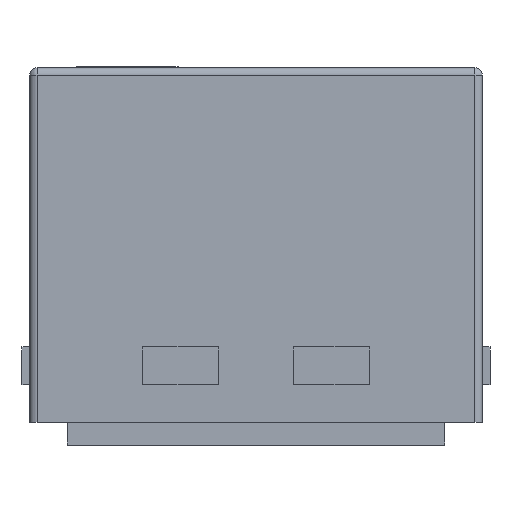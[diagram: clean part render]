
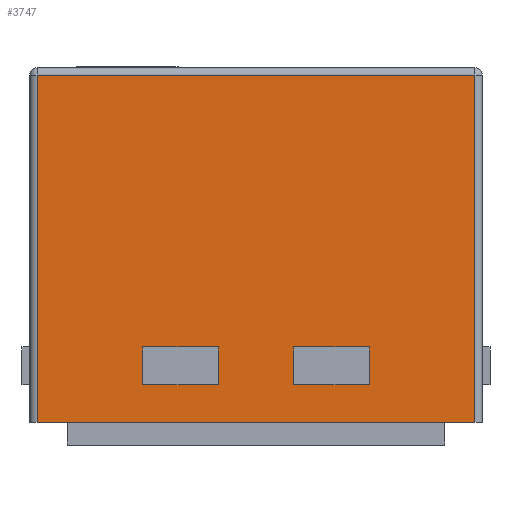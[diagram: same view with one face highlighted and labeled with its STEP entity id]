
A CAD part, left-side view. The second image highlights one B-rep face of the part: STEP entity #3747.
In plain terms, the highlighted planar face has unit normal (-1, 0, 0).
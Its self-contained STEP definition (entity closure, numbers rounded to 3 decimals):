
#146 = LINE ( 'NONE', #15241, #7535 ) ;
#394 = VECTOR ( 'NONE', #15786, 1000. ) ;
#825 = EDGE_LOOP ( 'NONE', ( #3168, #12061, #4728, #3968 ) ) ;
#866 = CARTESIAN_POINT ( 'NONE',  ( -0.5, 0.29, -0.01 ) ) ;
#1631 = DIRECTION ( 'NONE',  ( 0., 0., -1. ) ) ;
#1669 = CARTESIAN_POINT ( 'NONE',  ( -0.5, -0.15, -0.42 ) ) ;
#2296 = DIRECTION ( 'NONE',  ( -1., 0., 0. ) ) ;
#2617 = CARTESIAN_POINT ( 'NONE',  ( -0.5, 0.15, -0.37 ) ) ;
#2685 = CARTESIAN_POINT ( 'NONE',  ( -0.5, -0.05, -0.37 ) ) ;
#3168 = ORIENTED_EDGE ( 'NONE', *, *, #16273, .T. ) ;
#3175 = FACE_OUTER_BOUND ( 'NONE', #825, .T. ) ;
#3318 = EDGE_CURVE ( 'NONE', #16246, #6165, #10539, .T. ) ;
#3608 = ORIENTED_EDGE ( 'NONE', *, *, #5635, .F. ) ;
#3626 = DIRECTION ( 'NONE',  ( 0., 0., 1. ) ) ;
#3632 = LINE ( 'NONE', #10500, #9751 ) ;
#3656 = AXIS2_PLACEMENT_3D ( 'NONE', #6411, #2296, #3626 ) ;
#3708 = VERTEX_POINT ( 'NONE', #11290 ) ;
#3747 = ADVANCED_FACE ( 'NONE', ( #3175, #10160, #15458 ), #16699, .T. ) ;
#3847 = CARTESIAN_POINT ( 'NONE',  ( -0.5, 0.15, -0.42 ) ) ;
#3968 = ORIENTED_EDGE ( 'NONE', *, *, #17123, .T. ) ;
#3989 = ORIENTED_EDGE ( 'NONE', *, *, #3318, .F. ) ;
#4142 = LINE ( 'NONE', #2617, #10976 ) ;
#4516 = VERTEX_POINT ( 'NONE', #13256 ) ;
#4634 = ORIENTED_EDGE ( 'NONE', *, *, #14126, .F. ) ;
#4728 = ORIENTED_EDGE ( 'NONE', *, *, #10506, .T. ) ;
#4978 = DIRECTION ( 'NONE',  ( 0., 0., 1. ) ) ;
#5497 = CARTESIAN_POINT ( 'NONE',  ( -0.5, -0.15, -0.37 ) ) ;
#5586 = LINE ( 'NONE', #5497, #6663 ) ;
#5635 = EDGE_CURVE ( 'NONE', #10249, #6995, #12461, .T. ) ;
#5674 = VECTOR ( 'NONE', #7830, 1000. ) ;
#5694 = CARTESIAN_POINT ( 'NONE',  ( -0.5, -0.15, -0.42 ) ) ;
#5737 = CARTESIAN_POINT ( 'NONE',  ( -0.5, -0.05, -0.42 ) ) ;
#5761 = LINE ( 'NONE', #15190, #9477 ) ;
#5828 = VECTOR ( 'NONE', #7576, 1000. ) ;
#6165 = VERTEX_POINT ( 'NONE', #9908 ) ;
#6411 = CARTESIAN_POINT ( 'NONE',  ( -0.5, 0.3, -0.47 ) ) ;
#6474 = VECTOR ( 'NONE', #10800, 1000. ) ;
#6484 = ORIENTED_EDGE ( 'NONE', *, *, #16376, .F. ) ;
#6497 = LINE ( 'NONE', #11561, #5828 ) ;
#6519 = LINE ( 'NONE', #14351, #10345 ) ;
#6663 = VECTOR ( 'NONE', #9416, 1000. ) ;
#6749 = CARTESIAN_POINT ( 'NONE',  ( -0.5, 0.29, -0.47 ) ) ;
#6750 = VERTEX_POINT ( 'NONE', #12271 ) ;
#6921 = DIRECTION ( 'NONE',  ( 0., 0., -1. ) ) ;
#6995 = VERTEX_POINT ( 'NONE', #1669 ) ;
#7086 = ORIENTED_EDGE ( 'NONE', *, *, #9666, .F. ) ;
#7535 = VECTOR ( 'NONE', #8254, 1000. ) ;
#7576 = DIRECTION ( 'NONE',  ( 0., 0., 1. ) ) ;
#7768 = VECTOR ( 'NONE', #6921, 1000. ) ;
#7830 = DIRECTION ( 'NONE',  ( 0., -1., 0. ) ) ;
#8223 = VERTEX_POINT ( 'NONE', #8544 ) ;
#8254 = DIRECTION ( 'NONE',  ( 0., 0., -1. ) ) ;
#8544 = CARTESIAN_POINT ( 'NONE',  ( -0.5, -0.29, -0.47 ) ) ;
#8625 = DIRECTION ( 'NONE',  ( 0., -1., 0. ) ) ;
#8957 = EDGE_LOOP ( 'NONE', ( #4634, #3989, #7086, #13955 ) ) ;
#9416 = DIRECTION ( 'NONE',  ( 0., 1., 0. ) ) ;
#9477 = VECTOR ( 'NONE', #8625, 1000. ) ;
#9666 = EDGE_CURVE ( 'NONE', #12615, #16246, #16616, .T. ) ;
#9751 = VECTOR ( 'NONE', #4978, 1000. ) ;
#9908 = CARTESIAN_POINT ( 'NONE',  ( -0.5, 0.15, -0.37 ) ) ;
#10160 = FACE_BOUND ( 'NONE', #8957, .T. ) ;
#10203 = EDGE_CURVE ( 'NONE', #16342, #4516, #16138, .T. ) ;
#10216 = CARTESIAN_POINT ( 'NONE',  ( -0.5, 0.15, -0.37 ) ) ;
#10249 = VERTEX_POINT ( 'NONE', #5737 ) ;
#10296 = EDGE_CURVE ( 'NONE', #6995, #6750, #3632, .T. ) ;
#10345 = VECTOR ( 'NONE', #14507, 1000. ) ;
#10457 = ORIENTED_EDGE ( 'NONE', *, *, #16799, .F. ) ;
#10500 = CARTESIAN_POINT ( 'NONE',  ( -0.5, -0.15, -0.37 ) ) ;
#10506 = EDGE_CURVE ( 'NONE', #4516, #8223, #6519, .T. ) ;
#10539 = LINE ( 'NONE', #10216, #6474 ) ;
#10800 = DIRECTION ( 'NONE',  ( 0., 1., 0. ) ) ;
#10870 = DIRECTION ( 'NONE',  ( 0., 0., 1. ) ) ;
#10976 = VECTOR ( 'NONE', #1631, 1000. ) ;
#11290 = CARTESIAN_POINT ( 'NONE',  ( -0.5, -0.29, -0.01 ) ) ;
#11332 = VERTEX_POINT ( 'NONE', #2685 ) ;
#11561 = CARTESIAN_POINT ( 'NONE',  ( -0.5, -0.29, -0.47 ) ) ;
#12061 = ORIENTED_EDGE ( 'NONE', *, *, #10203, .T. ) ;
#12150 = EDGE_CURVE ( 'NONE', #15236, #12615, #5761, .T. ) ;
#12271 = CARTESIAN_POINT ( 'NONE',  ( -0.5, -0.15, -0.37 ) ) ;
#12461 = LINE ( 'NONE', #5694, #5674 ) ;
#12615 = VERTEX_POINT ( 'NONE', #16102 ) ;
#13232 = LINE ( 'NONE', #15966, #394 ) ;
#13256 = CARTESIAN_POINT ( 'NONE',  ( -0.5, 0.29, -0.47 ) ) ;
#13955 = ORIENTED_EDGE ( 'NONE', *, *, #12150, .F. ) ;
#14126 = EDGE_CURVE ( 'NONE', #6165, #15236, #4142, .T. ) ;
#14351 = CARTESIAN_POINT ( 'NONE',  ( -0.5, 0.3, -0.47 ) ) ;
#14507 = DIRECTION ( 'NONE',  ( 0., -1., 0. ) ) ;
#14539 = VECTOR ( 'NONE', #10870, 1000. ) ;
#15190 = CARTESIAN_POINT ( 'NONE',  ( -0.5, 0.15, -0.42 ) ) ;
#15236 = VERTEX_POINT ( 'NONE', #3847 ) ;
#15241 = CARTESIAN_POINT ( 'NONE',  ( -0.5, -0.05, -0.37 ) ) ;
#15458 = FACE_BOUND ( 'NONE', #15524, .T. ) ;
#15524 = EDGE_LOOP ( 'NONE', ( #10457, #6484, #16712, #3608 ) ) ;
#15786 = DIRECTION ( 'NONE',  ( 0., 1., 0. ) ) ;
#15966 = CARTESIAN_POINT ( 'NONE',  ( -0.5, 0.3, -0.01 ) ) ;
#16102 = CARTESIAN_POINT ( 'NONE',  ( -0.5, 0.05, -0.42 ) ) ;
#16138 = LINE ( 'NONE', #6749, #7768 ) ;
#16246 = VERTEX_POINT ( 'NONE', #17297 ) ;
#16273 = EDGE_CURVE ( 'NONE', #3708, #16342, #13232, .T. ) ;
#16342 = VERTEX_POINT ( 'NONE', #866 ) ;
#16376 = EDGE_CURVE ( 'NONE', #6750, #11332, #5586, .T. ) ;
#16525 = CARTESIAN_POINT ( 'NONE',  ( -0.5, 0.05, -0.37 ) ) ;
#16616 = LINE ( 'NONE', #16525, #14539 ) ;
#16699 = PLANE ( 'NONE',  #3656 ) ;
#16712 = ORIENTED_EDGE ( 'NONE', *, *, #10296, .F. ) ;
#16799 = EDGE_CURVE ( 'NONE', #11332, #10249, #146, .T. ) ;
#17123 = EDGE_CURVE ( 'NONE', #8223, #3708, #6497, .T. ) ;
#17297 = CARTESIAN_POINT ( 'NONE',  ( -0.5, 0.05, -0.37 ) ) ;
